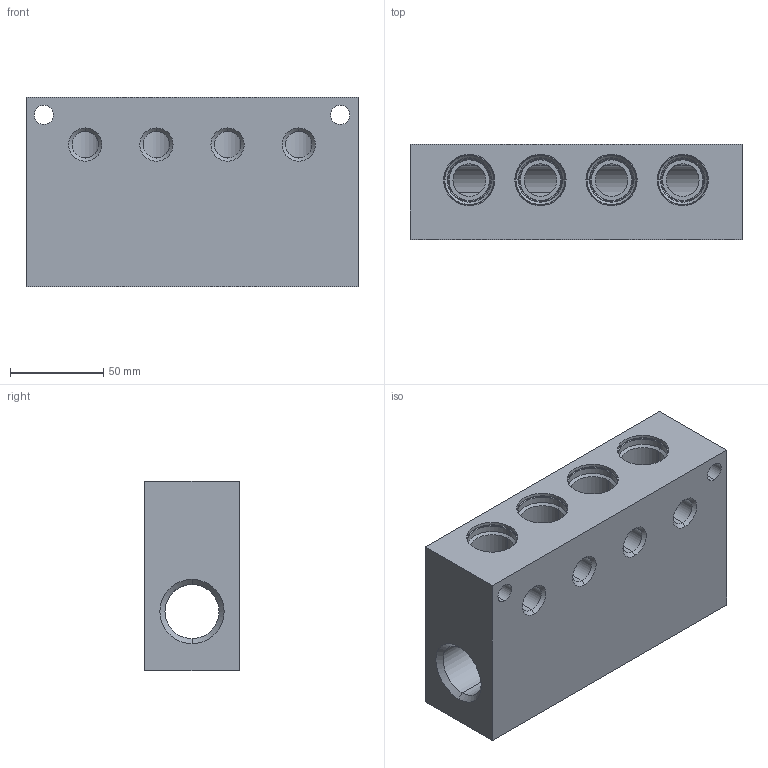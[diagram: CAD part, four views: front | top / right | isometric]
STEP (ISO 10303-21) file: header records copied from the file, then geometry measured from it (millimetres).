
FILE_DESCRIPTION((''),'2;1');
FILE_NAME('YXP_ASM','2020-02-12T',('ProEService'),(''),'PRO/ENGINEER BY PARAMETRIC TECHNOLOGY CORPORATION, 2014200','PRO/ENGINEER BY PARAMETRIC TECHNOLOGY CORPORATION, 2014200','');
FILE_SCHEMA(('CONFIG_CONTROL_DESIGN'));
Length unit declared in the file: inch
Products named in the file (2): 150-322; YXP_ASM
Assembly tree (1 placements, depth 2):
  YXP_ASM
    150-322
Bounding box: 177.8 x 50.8 x 101.6 mm (x, y, z)
Volume: 685906.1 mm3; surface area: 98176.5 mm2
Topology: 1 solids, 1 shells, 124 faces, 723 edges, 761 vertices
Faces by surface type: cylinder 54, cone 48, plane 14, torus 8
Entity records: 7159 total; most frequent: CARTESIAN_POINT 1908, DIRECTION 1099, ORIENTED_EDGE 576, VECTOR 549, LINE 549, TRIMMED_CURVE 435, COMPOSITE_CURVE_SEGMENT 409, EDGE_CURVE 288
